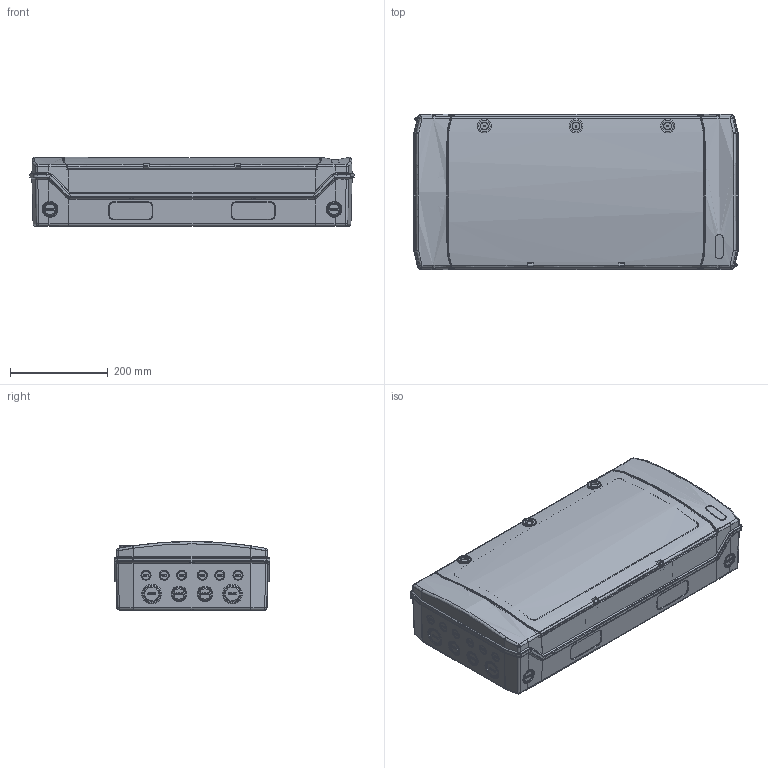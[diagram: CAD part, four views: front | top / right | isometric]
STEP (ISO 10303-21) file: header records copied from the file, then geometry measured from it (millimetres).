
FILE_DESCRIPTION (( 'STEP AP203' ), '1' );
FILE_NAME ('48 D sklop (maska kuciste vrata).STEP', '2020-05-12T07:12:23', ( '' ), ( '' ), 'SwSTEP 2.0', 'SolidWorks 2019', '' );
FILE_SCHEMA (( 'CONFIG_CONTROL_DESIGN' ));
Products named in the file (5): 48 D sklop (maska kuciste vrata); Maska KONACAN MODEL.STEP; Vrata N48-D v.STEP; 48 D sklop (maska kuciste vrata).STEP; Dno N48-D.STEP
Assembly tree (4 placements, depth 3):
  48 D sklop (maska kuciste vrata)
    48 D sklop (maska kuciste vrata).STEP
      Dno N48-D.STEP
      Maska KONACAN MODEL.STEP
      Vrata N48-D v.STEP
Bounding box: 663.5 x 318.55 x 141.3 mm (x, y, z)
Volume: 2183528.4 mm3; surface area: 1983040 mm2
Topology: 3 solids, 3 shells, 4991 faces, 13322 edges, 8605 vertices
Faces by surface type: plane 2733, bspline 1294, cone 563, cylinder 353, torus 32, sphere 16
Entity records: 221924 total; most frequent: CARTESIAN_POINT 107738, ORIENTED_EDGE 26604, DIRECTION 18599, EDGE_CURVE 13302, VERTEX_POINT 8601, VECTOR 8167, LINE 8167, EDGE_LOOP 5313
